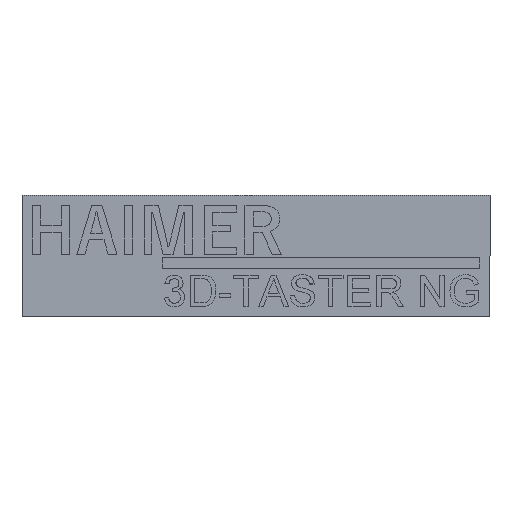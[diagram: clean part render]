
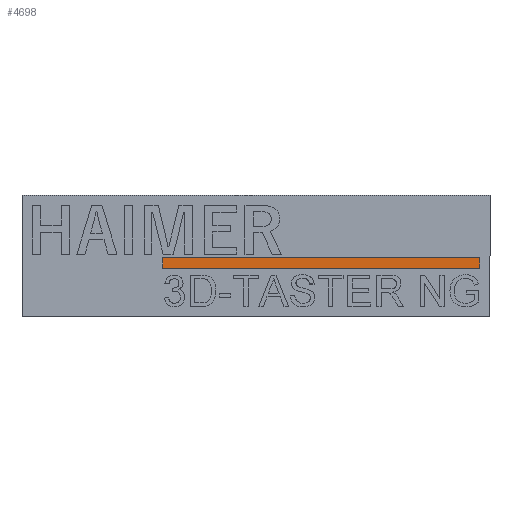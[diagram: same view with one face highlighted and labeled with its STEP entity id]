
A CAD part, top view. The second image highlights one B-rep face of the part: STEP entity #4698.
In plain terms, the highlighted planar face has unit normal (0, 0, 1).
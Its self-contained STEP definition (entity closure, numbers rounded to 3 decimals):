
#98 = EDGE_CURVE ( 'NONE', #239, #8923, #6048, .T. ) ;
#239 = VERTEX_POINT ( 'NONE', #6275 ) ;
#727 = DIRECTION ( 'NONE',  ( 0., -1., 0. ) ) ;
#1267 = DIRECTION ( 'NONE',  ( -1., 0., 0. ) ) ;
#1380 = PLANE ( 'NONE',  #1400 ) ;
#1400 = AXIS2_PLACEMENT_3D ( 'NONE', #7203, #2970, #8890 ) ;
#2432 = CARTESIAN_POINT ( 'NONE',  ( -26., 17., 86. ) ) ;
#2970 = DIRECTION ( 'NONE',  ( 0., 0., 1. ) ) ;
#3037 = VECTOR ( 'NONE', #727, 1000. ) ;
#3276 = EDGE_LOOP ( 'NONE', ( #6710, #4770, #6671, #10072 ) ) ;
#4122 = CARTESIAN_POINT ( 'NONE',  ( -26., 17., 86. ) ) ;
#4496 = DIRECTION ( 'NONE',  ( 1., 0., 0. ) ) ;
#4577 = EDGE_CURVE ( 'NONE', #9425, #239, #8515, .T. ) ;
#4698 = ADVANCED_FACE ( 'NONE', ( #9904 ), #1380, .T. ) ;
#4770 = ORIENTED_EDGE ( 'NONE', *, *, #4577, .T. ) ;
#5060 = VERTEX_POINT ( 'NONE', #2432 ) ;
#5196 = EDGE_CURVE ( 'NONE', #5060, #9425, #8140, .T. ) ;
#5880 = CARTESIAN_POINT ( 'NONE',  ( 65., 17., 86. ) ) ;
#6048 = LINE ( 'NONE', #5880, #6591 ) ;
#6146 = CARTESIAN_POINT ( 'NONE',  ( -26., 14., 86. ) ) ;
#6275 = CARTESIAN_POINT ( 'NONE',  ( 65., 14., 86. ) ) ;
#6591 = VECTOR ( 'NONE', #9486, 1000. ) ;
#6623 = CARTESIAN_POINT ( 'NONE',  ( 65., 17., 86. ) ) ;
#6671 = ORIENTED_EDGE ( 'NONE', *, *, #98, .T. ) ;
#6710 = ORIENTED_EDGE ( 'NONE', *, *, #5196, .T. ) ;
#7081 = CARTESIAN_POINT ( 'NONE',  ( -26., 14., 86. ) ) ;
#7203 = CARTESIAN_POINT ( 'NONE',  ( 0., 0., 86. ) ) ;
#8140 = LINE ( 'NONE', #4122, #3037 ) ;
#8515 = LINE ( 'NONE', #7081, #8750 ) ;
#8750 = VECTOR ( 'NONE', #4496, 1000. ) ;
#8890 = DIRECTION ( 'NONE',  ( 1., 0., 0. ) ) ;
#8923 = VERTEX_POINT ( 'NONE', #6623 ) ;
#9002 = CARTESIAN_POINT ( 'NONE',  ( -26., 17., 86. ) ) ;
#9425 = VERTEX_POINT ( 'NONE', #6146 ) ;
#9486 = DIRECTION ( 'NONE',  ( 0., 1., 0. ) ) ;
#9781 = EDGE_CURVE ( 'NONE', #8923, #5060, #10684, .T. ) ;
#9904 = FACE_OUTER_BOUND ( 'NONE', #3276, .T. ) ;
#10072 = ORIENTED_EDGE ( 'NONE', *, *, #9781, .T. ) ;
#10684 = LINE ( 'NONE', #9002, #10747 ) ;
#10747 = VECTOR ( 'NONE', #1267, 1000. ) ;
